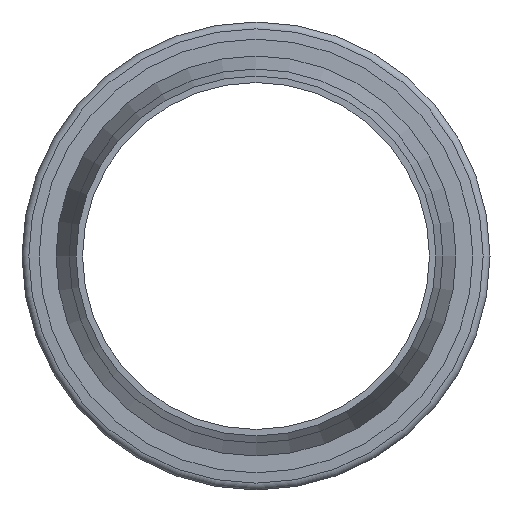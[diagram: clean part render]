
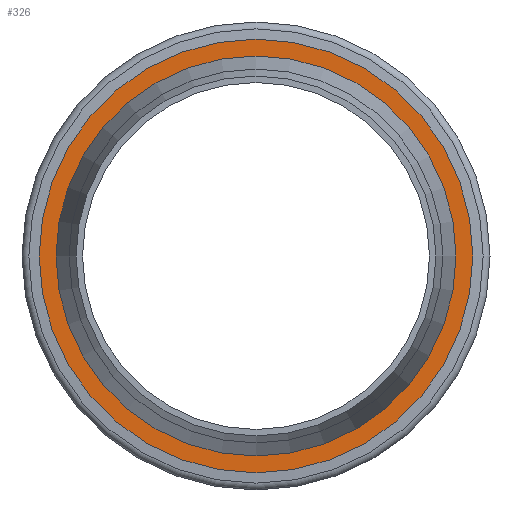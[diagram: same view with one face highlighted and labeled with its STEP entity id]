
A CAD part, front view. The second image highlights one B-rep face of the part: STEP entity #326.
In plain terms, the highlighted planar face has unit normal (0, -1, 0).
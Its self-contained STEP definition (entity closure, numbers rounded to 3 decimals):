
#32=PLANE('',#361);
#37=FACE_BOUND('',#101,.T.);
#68=FACE_OUTER_BOUND('',#100,.T.);
#100=EDGE_LOOP('',(#255));
#101=EDGE_LOOP('',(#256));
#160=CIRCLE('',#359,29.);
#162=CIRCLE('',#362,26.75);
#191=VERTEX_POINT('',#548);
#193=VERTEX_POINT('',#553);
#222=EDGE_CURVE('',#191,#191,#160,.T.);
#224=EDGE_CURVE('',#193,#193,#162,.T.);
#255=ORIENTED_EDGE('',*,*,#222,.T.);
#256=ORIENTED_EDGE('',*,*,#224,.F.);
#326=ADVANCED_FACE('',(#68,#37),#32,.T.);
#359=AXIS2_PLACEMENT_3D('',#549,#424,#425);
#361=AXIS2_PLACEMENT_3D('',#552,#428,#429);
#362=AXIS2_PLACEMENT_3D('',#554,#430,#431);
#424=DIRECTION('center_axis',(0.,-1.,0.));
#425=DIRECTION('ref_axis',(1.,0.,0.));
#428=DIRECTION('center_axis',(0.,-1.,0.));
#429=DIRECTION('ref_axis',(0.,0.,-1.));
#430=DIRECTION('center_axis',(0.,-1.,0.));
#431=DIRECTION('ref_axis',(1.,0.,0.));
#548=CARTESIAN_POINT('',(29.,79.977,0.));
#549=CARTESIAN_POINT('Origin',(0.,79.977,0.));
#552=CARTESIAN_POINT('Origin',(26.75,79.977,0.));
#553=CARTESIAN_POINT('',(26.75,79.977,0.));
#554=CARTESIAN_POINT('Origin',(0.,79.977,0.));
